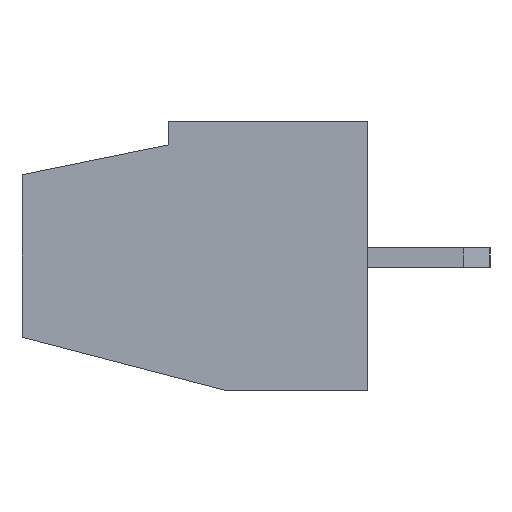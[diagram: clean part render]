
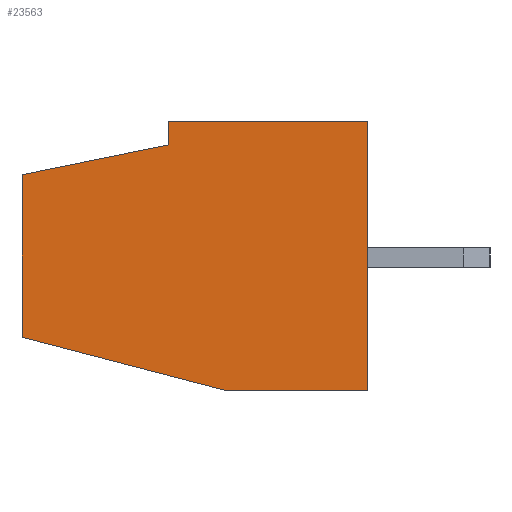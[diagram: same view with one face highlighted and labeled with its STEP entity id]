
A CAD part, left-side view. The second image highlights one B-rep face of the part: STEP entity #23563.
In plain terms, the highlighted planar face has unit normal (-1, 0, 0).
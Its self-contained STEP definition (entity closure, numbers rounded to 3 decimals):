
#129 = VERTEX_POINT ( 'NONE', #24007 ) ;
#413 = FACE_OUTER_BOUND ( 'NONE', #11312, .T. ) ;
#1537 = LINE ( 'NONE', #15288, #33464 ) ;
#1616 = CARTESIAN_POINT ( 'NONE',  ( -2.5, 6., 4.1 ) ) ;
#2224 = VECTOR ( 'NONE', #3314, 1000. ) ;
#2496 = CARTESIAN_POINT ( 'NONE',  ( -2.5, 6., 3.4 ) ) ;
#3314 = DIRECTION ( 'NONE',  ( 0., -0.98, 0.2 ) ) ;
#3325 = CARTESIAN_POINT ( 'NONE',  ( -2.5, 10.4, 4.1 ) ) ;
#3461 = ORIENTED_EDGE ( 'NONE', *, *, #16043, .F. ) ;
#3562 = CARTESIAN_POINT ( 'NONE',  ( -2.5, 0., 4.1 ) ) ;
#3674 = PLANE ( 'NONE',  #13359 ) ;
#3980 = VERTEX_POINT ( 'NONE', #21878 ) ;
#4326 = VECTOR ( 'NONE', #15663, 1000. ) ;
#4347 = CARTESIAN_POINT ( 'NONE',  ( -2.5, 0., -4. ) ) ;
#4462 = LINE ( 'NONE', #18873, #4326 ) ;
#4667 = EDGE_CURVE ( 'NONE', #8590, #129, #4462, .T. ) ;
#5080 = CARTESIAN_POINT ( 'NONE',  ( -2.5, 10.4, -4. ) ) ;
#5189 = ORIENTED_EDGE ( 'NONE', *, *, #13405, .F. ) ;
#6256 = CARTESIAN_POINT ( 'NONE',  ( -2.5, 10.4, 2.5 ) ) ;
#7267 = LINE ( 'NONE', #28997, #11802 ) ;
#8402 = CARTESIAN_POINT ( 'NONE',  ( -2.5, 10.4, 2.5 ) ) ;
#8590 = VERTEX_POINT ( 'NONE', #33877 ) ;
#9165 = VERTEX_POINT ( 'NONE', #3562 ) ;
#11312 = EDGE_LOOP ( 'NONE', ( #5189, #20745, #3461, #20503, #13845, #16737, #30446 ) ) ;
#11395 = DIRECTION ( 'NONE',  ( 0., 0., -1. ) ) ;
#11568 = LINE ( 'NONE', #6256, #2224 ) ;
#11802 = VECTOR ( 'NONE', #12910, 1000. ) ;
#11953 = VERTEX_POINT ( 'NONE', #1616 ) ;
#12910 = DIRECTION ( 'NONE',  ( 0., 0., 1. ) ) ;
#12949 = EDGE_CURVE ( 'NONE', #129, #26190, #21846, .T. ) ;
#13149 = EDGE_CURVE ( 'NONE', #17588, #9165, #7267, .T. ) ;
#13359 = AXIS2_PLACEMENT_3D ( 'NONE', #3325, #30982, #11395 ) ;
#13405 = EDGE_CURVE ( 'NONE', #11953, #9165, #1537, .T. ) ;
#13845 = ORIENTED_EDGE ( 'NONE', *, *, #4667, .F. ) ;
#13887 = CARTESIAN_POINT ( 'NONE',  ( -2.5, 10.4, 4.1 ) ) ;
#15288 = CARTESIAN_POINT ( 'NONE',  ( -2.5, 10.4, 4.1 ) ) ;
#15663 = DIRECTION ( 'NONE',  ( 0., 0.968, 0.252 ) ) ;
#16043 = EDGE_CURVE ( 'NONE', #26190, #3980, #11568, .T. ) ;
#16255 = DIRECTION ( 'NONE',  ( 0., -1., 0. ) ) ;
#16737 = ORIENTED_EDGE ( 'NONE', *, *, #25304, .T. ) ;
#17588 = VERTEX_POINT ( 'NONE', #4347 ) ;
#18873 = CARTESIAN_POINT ( 'NONE',  ( -2.5, 10.4, -2.4 ) ) ;
#20503 = ORIENTED_EDGE ( 'NONE', *, *, #12949, .F. ) ;
#20690 = DIRECTION ( 'NONE',  ( 0., -1., 0. ) ) ;
#20745 = ORIENTED_EDGE ( 'NONE', *, *, #26539, .F. ) ;
#21846 = LINE ( 'NONE', #13887, #23983 ) ;
#21878 = CARTESIAN_POINT ( 'NONE',  ( -2.5, 6., 3.4 ) ) ;
#22050 = LINE ( 'NONE', #5080, #34476 ) ;
#23563 = ADVANCED_FACE ( 'NONE', ( #413 ), #3674, .F. ) ;
#23983 = VECTOR ( 'NONE', #36195, 1000. ) ;
#24007 = CARTESIAN_POINT ( 'NONE',  ( -2.5, 10.4, -2.4 ) ) ;
#25304 = EDGE_CURVE ( 'NONE', #8590, #17588, #22050, .T. ) ;
#26190 = VERTEX_POINT ( 'NONE', #8402 ) ;
#26539 = EDGE_CURVE ( 'NONE', #3980, #11953, #33235, .T. ) ;
#28997 = CARTESIAN_POINT ( 'NONE',  ( -2.5, 0., 4.1 ) ) ;
#29331 = VECTOR ( 'NONE', #33407, 1000. ) ;
#30446 = ORIENTED_EDGE ( 'NONE', *, *, #13149, .T. ) ;
#30982 = DIRECTION ( 'NONE',  ( 1., 0., 0. ) ) ;
#33235 = LINE ( 'NONE', #2496, #29331 ) ;
#33407 = DIRECTION ( 'NONE',  ( 0., 0., 1. ) ) ;
#33464 = VECTOR ( 'NONE', #20690, 1000. ) ;
#33877 = CARTESIAN_POINT ( 'NONE',  ( -2.5, 4.26, -4. ) ) ;
#34476 = VECTOR ( 'NONE', #16255, 1000. ) ;
#36195 = DIRECTION ( 'NONE',  ( 0., 0., 1. ) ) ;
